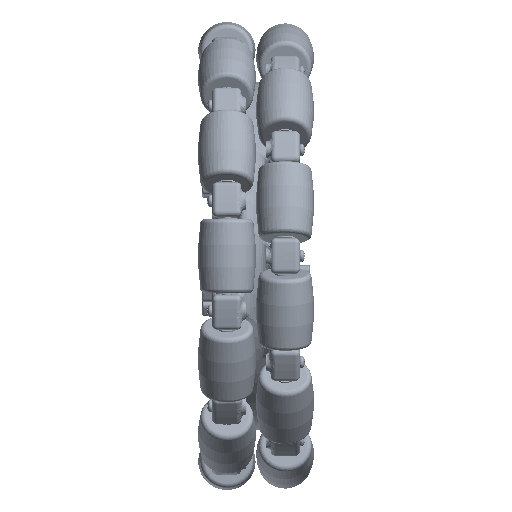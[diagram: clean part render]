
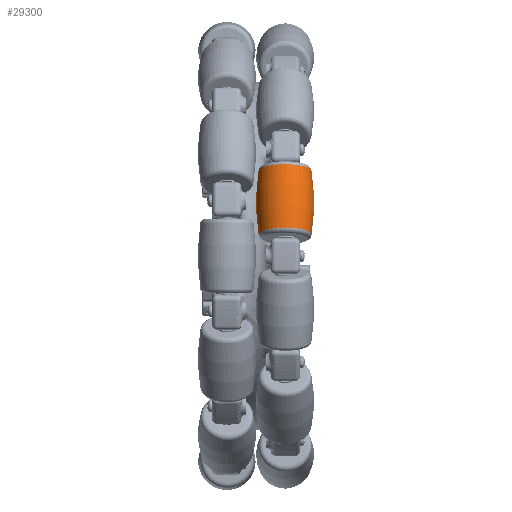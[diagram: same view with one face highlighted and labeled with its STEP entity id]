
A CAD part, left-side view. The second image highlights one B-rep face of the part: STEP entity #29300.
In plain terms, the highlighted toroidal (fillet/blend) face has major radius 66.793 mm and minor radius 76.2 mm.
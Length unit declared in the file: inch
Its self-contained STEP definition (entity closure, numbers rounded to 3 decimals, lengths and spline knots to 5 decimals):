
#2159 = CARTESIAN_POINT ( 'NONE',  ( -0.42128, 0.34062, 0. ) ) ;
#2160 = CARTESIAN_POINT ( 'NONE',  ( -0.42128, -0.34062, 0. ) ) ;
#2162 = CARTESIAN_POINT ( 'NONE',  ( 0.42128, -0.34062, 0. ) ) ;
#2163 = CARTESIAN_POINT ( 'NONE',  ( 0.42128, 0.34062, 0. ) ) ;
#20479 = TOROIDAL_SURFACE ( 'NONE', #75585, -2.62966, 3. ) ;
#20482 = FACE_OUTER_BOUND ( 'NONE', #39594, .T. ) ;
#29300 = ADVANCED_FACE ( 'NONE', ( #20482 ), #20479, .T. ) ;
#32578 = EDGE_CURVE ( 'NONE', #79333, #79325, #53995, .T. ) ;
#32579 = EDGE_CURVE ( 'NONE', #79331, #79327, #54001, .T. ) ;
#32580 = EDGE_CURVE ( 'NONE', #79333, #79331, #53999, .T. ) ;
#32581 = EDGE_CURVE ( 'NONE', #79327, #79325, #54005, .T. ) ;
#39441 = ORIENTED_EDGE ( 'NONE', *, *, #32578, .F. ) ;
#39443 = ORIENTED_EDGE ( 'NONE', *, *, #32580, .T. ) ;
#39444 = ORIENTED_EDGE ( 'NONE', *, *, #32579, .T. ) ;
#39446 = ORIENTED_EDGE ( 'NONE', *, *, #32581, .T. ) ;
#39594 = EDGE_LOOP ( 'NONE', ( #39441, #39443, #39444, #39446 ) ) ;
#53995 = CIRCLE ( 'NONE', #61241, 3. ) ;
#53999 = CIRCLE ( 'NONE', #61243, 0.34062 ) ;
#54001 = CIRCLE ( 'NONE', #61242, 3. ) ;
#54005 = CIRCLE ( 'NONE', #61244, 0.34062 ) ;
#57160 = DIRECTION ( 'NONE',  ( -1., 0., 0. ) ) ;
#57163 = CARTESIAN_POINT ( 'NONE',  ( 0., 0., 0. ) ) ;
#57173 = DIRECTION ( 'NONE',  ( 0., -1., 0. ) ) ;
#59161 = CARTESIAN_POINT ( 'NONE',  ( 0., -2.62966, 0. ) ) ;
#59162 = DIRECTION ( 'NONE',  ( 0., 0., 1. ) ) ;
#59163 = DIRECTION ( 'NONE',  ( 0., -1., 0. ) ) ;
#59164 = CARTESIAN_POINT ( 'NONE',  ( 0., 2.62966, 0. ) ) ;
#59165 = DIRECTION ( 'NONE',  ( 0., 0., -1. ) ) ;
#59166 = DIRECTION ( 'NONE',  ( -1., 0., 0. ) ) ;
#59167 = CARTESIAN_POINT ( 'NONE',  ( 0.42128, 0., 0. ) ) ;
#59168 = DIRECTION ( 'NONE',  ( -1., 0., 0. ) ) ;
#59169 = DIRECTION ( 'NONE',  ( 0., -1., 0. ) ) ;
#59170 = CARTESIAN_POINT ( 'NONE',  ( -0.42128, 0., 0. ) ) ;
#59171 = DIRECTION ( 'NONE',  ( 1., 0., 0. ) ) ;
#59172 = DIRECTION ( 'NONE',  ( 0., 1., 0. ) ) ;
#61241 = AXIS2_PLACEMENT_3D ( 'NONE', #59161, #59162, #59163 ) ;
#61242 = AXIS2_PLACEMENT_3D ( 'NONE', #59164, #59165, #59166 ) ;
#61243 = AXIS2_PLACEMENT_3D ( 'NONE', #59167, #59168, #59169 ) ;
#61244 = AXIS2_PLACEMENT_3D ( 'NONE', #59170, #59171, #59172 ) ;
#75585 = AXIS2_PLACEMENT_3D ( 'NONE', #57163, #57160, #57173 ) ;
#79325 = VERTEX_POINT ( 'NONE', #2159 ) ;
#79327 = VERTEX_POINT ( 'NONE', #2160 ) ;
#79331 = VERTEX_POINT ( 'NONE', #2162 ) ;
#79333 = VERTEX_POINT ( 'NONE', #2163 ) ;
